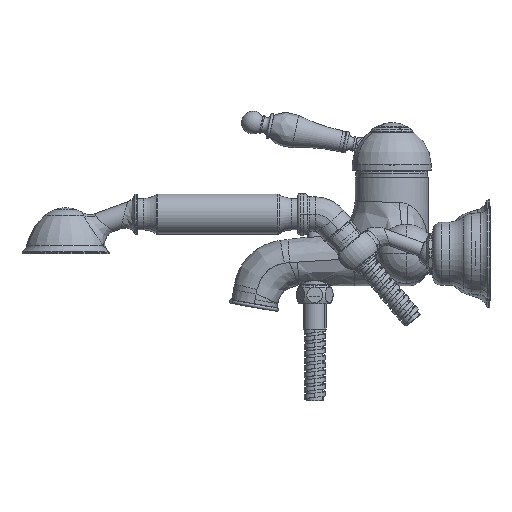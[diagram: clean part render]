
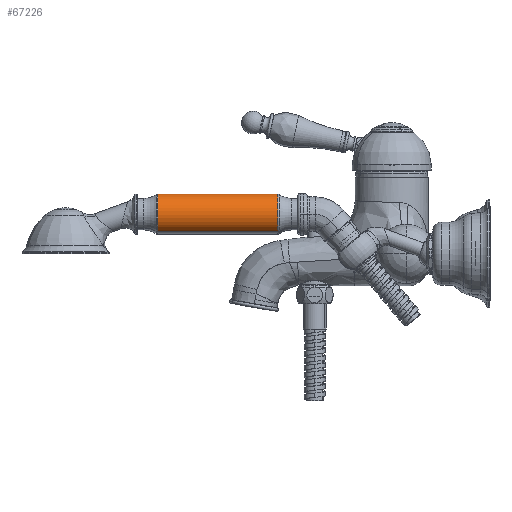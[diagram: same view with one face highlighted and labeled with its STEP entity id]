
A CAD part, left-side view. The second image highlights one B-rep face of the part: STEP entity #67226.
In plain terms, the highlighted cylindrical face has radius 14 mm (diameter 28 mm), a partial arc.
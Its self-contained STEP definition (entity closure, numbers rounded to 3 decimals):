
#67187=CARTESIAN_POINT('Axis2P3D Location',(-300.,149.094,27.5)) ;
#67192=CARTESIAN_POINT('Axis2P3D Location',(-300.,162.732,27.5)) ;
#67196=CARTESIAN_POINT('Vertex',(-306.712,162.732,15.214)) ;
#67198=CARTESIAN_POINT('Vertex',(-293.288,162.732,39.786)) ;
#67201=CARTESIAN_POINT('Line Origine',(-306.712,141.85,15.214)) ;
#67205=CARTESIAN_POINT('Vertex',(-306.712,79.205,15.214)) ;
#67208=CARTESIAN_POINT('Axis2P3D Location',(-300.,79.205,27.5)) ;
#67212=CARTESIAN_POINT('Vertex',(-293.288,79.205,39.786)) ;
#67215=CARTESIAN_POINT('Line Origine',(-293.288,141.85,39.786)) ;
#67203=VECTOR('Line Direction',#67202,1.) ;
#67217=VECTOR('Line Direction',#67216,1.) ;
#67188=DIRECTION('Axis2P3D Direction',(0.,1.,0.)) ;
#67189=DIRECTION('Axis2P3D XDirection',(-0.479,0.,-0.878)) ;
#67193=DIRECTION('Axis2P3D Direction',(0.,1.,0.)) ;
#67202=DIRECTION('Vector Direction',(0.,1.,0.)) ;
#67209=DIRECTION('Axis2P3D Direction',(0.,1.,0.)) ;
#67216=DIRECTION('Vector Direction',(0.,1.,0.)) ;
#67190=AXIS2_PLACEMENT_3D('Cylinder Axis2P3D',#67187,#67188,#67189) ;
#67194=AXIS2_PLACEMENT_3D('Circle Axis2P3D',#67192,#67193,$) ;
#67210=AXIS2_PLACEMENT_3D('Circle Axis2P3D',#67208,#67209,$) ;
#67204=LINE('Line',#67201,#67203) ;
#67218=LINE('Line',#67215,#67217) ;
#67195=CIRCLE('generated circle',#67194,14.) ;
#67211=CIRCLE('generated circle',#67210,14.) ;
#67191=CYLINDRICAL_SURFACE('generated cylinder',#67190,14.) ;
#67200=EDGE_CURVE('',#67197,#67199,#67195,.T.) ;
#67207=EDGE_CURVE('',#67206,#67197,#67204,.T.) ;
#67214=EDGE_CURVE('',#67206,#67213,#67211,.T.) ;
#67219=EDGE_CURVE('',#67213,#67199,#67218,.T.) ;
#67221=ORIENTED_EDGE('',*,*,#67200,.F.) ;
#67222=ORIENTED_EDGE('',*,*,#67207,.F.) ;
#67223=ORIENTED_EDGE('',*,*,#67214,.T.) ;
#67224=ORIENTED_EDGE('',*,*,#67219,.T.) ;
#67220=EDGE_LOOP('',(#67221,#67222,#67223,#67224)) ;
#67197=VERTEX_POINT('',#67196) ;
#67199=VERTEX_POINT('',#67198) ;
#67206=VERTEX_POINT('',#67205) ;
#67213=VERTEX_POINT('',#67212) ;
#67226=ADVANCED_FACE('PR95754.1\\P52221.1\\PartBody',(#67225),#67191,.T.) ;
#67225=FACE_OUTER_BOUND('',#67220,.T.) ;
